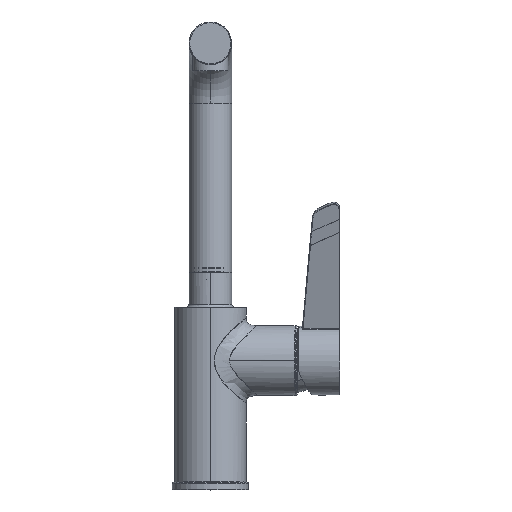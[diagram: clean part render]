
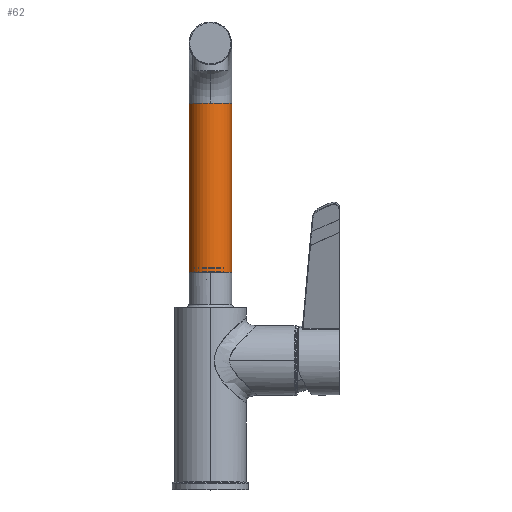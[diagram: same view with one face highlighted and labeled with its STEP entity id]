
A CAD part, top view. The second image highlights one B-rep face of the part: STEP entity #62.
In plain terms, the highlighted cylindrical face has radius 14 mm (diameter 28 mm), a partial arc.
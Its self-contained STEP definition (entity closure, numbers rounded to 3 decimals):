
#62 = ADVANCED_FACE ( 'NONE', ( #26587 ), #27371, .T. ) ;
#422 = VECTOR ( 'NONE', #21585, 1000. ) ;
#424 = CARTESIAN_POINT ( 'NONE',  ( 0., 138., 0. ) ) ;
#1285 = EDGE_CURVE ( 'NONE', #14728, #10485, #11769, .T. ) ;
#1755 = VERTEX_POINT ( 'NONE', #30742 ) ;
#4697 = EDGE_CURVE ( 'NONE', #17011, #1755, #21526, .T. ) ;
#5908 = ORIENTED_EDGE ( 'NONE', *, *, #19772, .F. ) ;
#6196 = VERTEX_POINT ( 'NONE', #6514 ) ;
#6514 = CARTESIAN_POINT ( 'NONE',  ( 14., 138., 0. ) ) ;
#7016 = EDGE_LOOP ( 'NONE', ( #5908, #12461, #8600, #22657, #9658 ) ) ;
#7765 = CARTESIAN_POINT ( 'NONE',  ( 0., 249., 14. ) ) ;
#8590 = CARTESIAN_POINT ( 'NONE',  ( -14., 138., 0. ) ) ;
#8600 = ORIENTED_EDGE ( 'NONE', *, *, #1285, .T. ) ;
#9658 = ORIENTED_EDGE ( 'NONE', *, *, #4697, .F. ) ;
#10136 = AXIS2_PLACEMENT_3D ( 'NONE', #27087, #15008, #29764 ) ;
#10485 = VERTEX_POINT ( 'NONE', #7765 ) ;
#11769 = CIRCLE ( 'NONE', #23513, 14. ) ;
#11997 = DIRECTION ( 'NONE',  ( 0., -1., 0. ) ) ;
#12461 = ORIENTED_EDGE ( 'NONE', *, *, #16951, .T. ) ;
#14173 = CARTESIAN_POINT ( 'NONE',  ( 14., 138., 0. ) ) ;
#14728 = VERTEX_POINT ( 'NONE', #26355 ) ;
#14845 = CIRCLE ( 'NONE', #16363, 14. ) ;
#15008 = DIRECTION ( 'NONE',  ( 0., -1., 0. ) ) ;
#15080 = EDGE_CURVE ( 'NONE', #10485, #1755, #19096, .T. ) ;
#16363 = AXIS2_PLACEMENT_3D ( 'NONE', #424, #19833, #20050 ) ;
#16600 = CARTESIAN_POINT ( 'NONE',  ( 0., 138., 0. ) ) ;
#16951 = EDGE_CURVE ( 'NONE', #6196, #14728, #30797, .T. ) ;
#17011 = VERTEX_POINT ( 'NONE', #8590 ) ;
#18752 = AXIS2_PLACEMENT_3D ( 'NONE', #16600, #31246, #25972 ) ;
#19096 = CIRCLE ( 'NONE', #10136, 14. ) ;
#19249 = CARTESIAN_POINT ( 'NONE',  ( 0., 249., 0. ) ) ;
#19346 = DIRECTION ( 'NONE',  ( -1., 0., 0. ) ) ;
#19772 = EDGE_CURVE ( 'NONE', #6196, #17011, #14845, .T. ) ;
#19833 = DIRECTION ( 'NONE',  ( 0., -1., 0. ) ) ;
#20050 = DIRECTION ( 'NONE',  ( -1., 0., 0. ) ) ;
#21526 = LINE ( 'NONE', #29910, #31192 ) ;
#21585 = DIRECTION ( 'NONE',  ( 0., 1., 0. ) ) ;
#22657 = ORIENTED_EDGE ( 'NONE', *, *, #15080, .T. ) ;
#23513 = AXIS2_PLACEMENT_3D ( 'NONE', #19249, #11997, #19346 ) ;
#25972 = DIRECTION ( 'NONE',  ( -1., 0., 0. ) ) ;
#26355 = CARTESIAN_POINT ( 'NONE',  ( 14., 249., 0. ) ) ;
#26587 = FACE_OUTER_BOUND ( 'NONE', #7016, .T. ) ;
#27087 = CARTESIAN_POINT ( 'NONE',  ( 0., 249., 0. ) ) ;
#27371 = CYLINDRICAL_SURFACE ( 'NONE', #18752, 14. ) ;
#29764 = DIRECTION ( 'NONE',  ( -1., 0., 0. ) ) ;
#29910 = CARTESIAN_POINT ( 'NONE',  ( -14., 138., 0. ) ) ;
#30216 = DIRECTION ( 'NONE',  ( 0., 1., 0. ) ) ;
#30742 = CARTESIAN_POINT ( 'NONE',  ( -14., 249., 0. ) ) ;
#30797 = LINE ( 'NONE', #14173, #422 ) ;
#31192 = VECTOR ( 'NONE', #30216, 1000. ) ;
#31246 = DIRECTION ( 'NONE',  ( 0., 1., 0. ) ) ;
